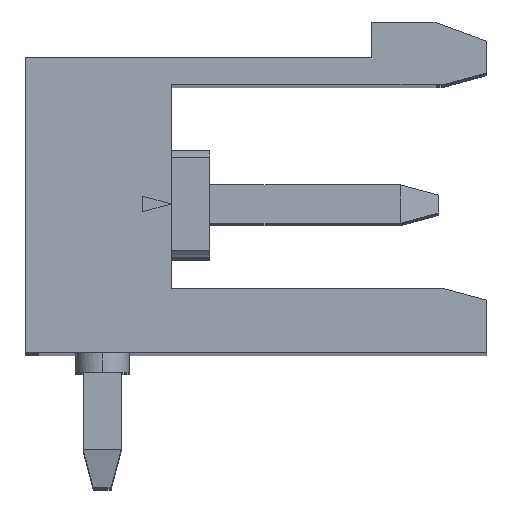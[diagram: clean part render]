
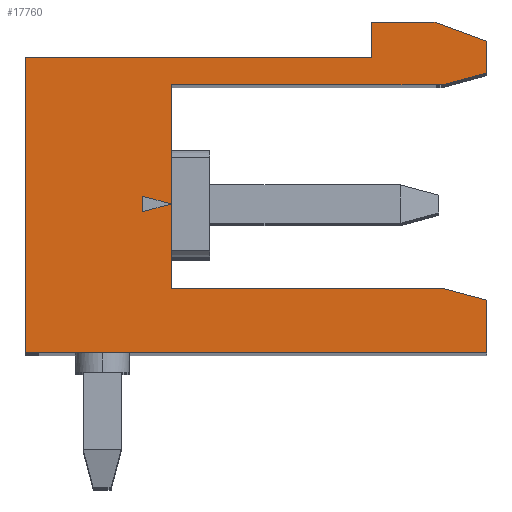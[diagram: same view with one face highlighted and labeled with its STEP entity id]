
A CAD part, top view. The second image highlights one B-rep face of the part: STEP entity #17760.
In plain terms, the highlighted planar face has unit normal (0, 0, 1).
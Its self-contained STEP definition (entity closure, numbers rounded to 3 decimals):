
#242 = CARTESIAN_POINT ( 'NONE',  ( 36.627, 45.443, 2.54 ) ) ;
#297 = ORIENTED_EDGE ( 'NONE', *, *, #3803, .T. ) ;
#542 = LINE ( 'NONE', #5673, #8584 ) ;
#938 = EDGE_CURVE ( 'NONE', #15467, #18938, #2097, .T. ) ;
#1084 = ORIENTED_EDGE ( 'NONE', *, *, #6020, .F. ) ;
#1185 = VECTOR ( 'NONE', #10065, 1000. ) ;
#1294 = CARTESIAN_POINT ( 'NONE',  ( 48.627, 45.873, 2.54 ) ) ;
#1319 = CARTESIAN_POINT ( 'NONE',  ( 47.507, 39.443, 2.54 ) ) ;
#1404 = LINE ( 'NONE', #3862, #8933 ) ;
#1521 = VECTOR ( 'NONE', #15181, 1000. ) ;
#1523 = DIRECTION ( 'NONE',  ( 0., 0., 1. ) ) ;
#1607 = EDGE_CURVE ( 'NONE', #12560, #7224, #1404, .T. ) ;
#1725 = EDGE_CURVE ( 'NONE', #2983, #5273, #19377, .T. ) ;
#1826 = LINE ( 'NONE', #9821, #9878 ) ;
#2008 = DIRECTION ( 'NONE',  ( -1., 0., 0. ) ) ;
#2097 = LINE ( 'NONE', #13981, #6101 ) ;
#2123 = VERTEX_POINT ( 'NONE', #2180 ) ;
#2130 = CARTESIAN_POINT ( 'NONE',  ( 47.468, 44.737, 2.54 ) ) ;
#2180 = CARTESIAN_POINT ( 'NONE',  ( 39.677, 41.442, 2.54 ) ) ;
#2292 = FACE_BOUND ( 'NONE', #4390, .T. ) ;
#2346 = DIRECTION ( 'NONE',  ( 0.966, -0.259, 0. ) ) ;
#2368 = VERTEX_POINT ( 'NONE', #8470 ) ;
#2650 = CARTESIAN_POINT ( 'NONE',  ( 47.94, 46.123, 2.54 ) ) ;
#2651 = VECTOR ( 'NONE', #17322, 1000. ) ;
#2693 = ORIENTED_EDGE ( 'NONE', *, *, #1725, .F. ) ;
#2888 = EDGE_CURVE ( 'NONE', #7224, #15213, #17145, .T. ) ;
#2890 = EDGE_CURVE ( 'NONE', #2123, #15438, #18537, .T. ) ;
#2983 = VERTEX_POINT ( 'NONE', #7870 ) ;
#3296 = ORIENTED_EDGE ( 'NONE', *, *, #7160, .T. ) ;
#3380 = VECTOR ( 'NONE', #11160, 1000. ) ;
#3429 = DIRECTION ( 'NONE',  ( 1., 0., 0. ) ) ;
#3445 = CARTESIAN_POINT ( 'NONE',  ( 47.464, 44.736, 2.54 ) ) ;
#3624 = ORIENTED_EDGE ( 'NONE', *, *, #9301, .T. ) ;
#3750 = VECTOR ( 'NONE', #13265, 1000. ) ;
#3803 = EDGE_CURVE ( 'NONE', #13105, #14848, #17308, .T. ) ;
#3862 = CARTESIAN_POINT ( 'NONE',  ( 48.627, 39.69, 2.54 ) ) ;
#3974 = ORIENTED_EDGE ( 'NONE', *, *, #11100, .F. ) ;
#4019 = ORIENTED_EDGE ( 'NONE', *, *, #12775, .F. ) ;
#4150 = DIRECTION ( 'NONE',  ( -0.966, -0.259, 0. ) ) ;
#4390 = EDGE_LOOP ( 'NONE', ( #3624, #3296, #5267 ) ) ;
#4448 = PLANE ( 'NONE',  #11152 ) ;
#4533 = VECTOR ( 'NONE', #2008, 1000. ) ;
#4599 = DIRECTION ( 'NONE',  ( 0., 1., 0. ) ) ;
#4630 = CARTESIAN_POINT ( 'NONE',  ( 39.677, 39.69, 2.54 ) ) ;
#4634 = EDGE_CURVE ( 'NONE', #16871, #15467, #1826, .T. ) ;
#4951 = CARTESIAN_POINT ( 'NONE',  ( 36.627, 44.573, 2.54 ) ) ;
#4996 = EDGE_CURVE ( 'NONE', #2368, #5273, #12005, .T. ) ;
#5033 = VECTOR ( 'NONE', #16770, 1000. ) ;
#5267 = ORIENTED_EDGE ( 'NONE', *, *, #2890, .T. ) ;
#5273 = VERTEX_POINT ( 'NONE', #1294 ) ;
#5511 = VERTEX_POINT ( 'NONE', #10826 ) ;
#5673 = CARTESIAN_POINT ( 'NONE',  ( 40.427, 41.643, 2.54 ) ) ;
#5682 = ORIENTED_EDGE ( 'NONE', *, *, #2888, .T. ) ;
#5948 = EDGE_CURVE ( 'NONE', #15213, #16871, #8568, .T. ) ;
#5971 = VERTEX_POINT ( 'NONE', #14154 ) ;
#6020 = EDGE_CURVE ( 'NONE', #2368, #18938, #6661, .T. ) ;
#6101 = VECTOR ( 'NONE', #3429, 1000. ) ;
#6400 = EDGE_CURVE ( 'NONE', #13105, #5511, #11172, .T. ) ;
#6470 = DIRECTION ( 'NONE',  ( 0., 1., 0. ) ) ;
#6661 = LINE ( 'NONE', #2130, #2651 ) ;
#6987 = VECTOR ( 'NONE', #13865, 1000. ) ;
#7127 = LINE ( 'NONE', #8361, #18734 ) ;
#7160 = EDGE_CURVE ( 'NONE', #5971, #2123, #542, .T. ) ;
#7224 = VERTEX_POINT ( 'NONE', #14945 ) ;
#7870 = CARTESIAN_POINT ( 'NONE',  ( 47.253, 46.373, 2.54 ) ) ;
#7957 = VECTOR ( 'NONE', #7996, 1000. ) ;
#7996 = DIRECTION ( 'NONE',  ( 0., 1., 0. ) ) ;
#8144 = DIRECTION ( 'NONE',  ( 0., 1., 0. ) ) ;
#8361 = CARTESIAN_POINT ( 'NONE',  ( 39.677, 41.844, 2.54 ) ) ;
#8470 = CARTESIAN_POINT ( 'NONE',  ( 48.627, 45.048, 2.54 ) ) ;
#8568 = LINE ( 'NONE', #12572, #4533 ) ;
#8584 = VECTOR ( 'NONE', #4150, 1000. ) ;
#8721 = VECTOR ( 'NONE', #6470, 1000. ) ;
#8933 = VECTOR ( 'NONE', #15970, 1000. ) ;
#9041 = ORIENTED_EDGE ( 'NONE', *, *, #5948, .T. ) ;
#9301 = EDGE_CURVE ( 'NONE', #15438, #5971, #7127, .T. ) ;
#9375 = CARTESIAN_POINT ( 'NONE',  ( 47.427, 46.373, 2.54 ) ) ;
#9618 = CARTESIAN_POINT ( 'NONE',  ( 38.127, 37.773, 2.54 ) ) ;
#9821 = CARTESIAN_POINT ( 'NONE',  ( 40.427, 39.69, 2.54 ) ) ;
#9878 = VECTOR ( 'NONE', #8144, 1000. ) ;
#10065 = DIRECTION ( 'NONE',  ( -1., 0., 0. ) ) ;
#10582 = CARTESIAN_POINT ( 'NONE',  ( 39.845, 39.69, 2.54 ) ) ;
#10826 = CARTESIAN_POINT ( 'NONE',  ( 45.627, 46.373, 2.54 ) ) ;
#10892 = CARTESIAN_POINT ( 'NONE',  ( 39.677, 41.844, 2.54 ) ) ;
#11100 = EDGE_CURVE ( 'NONE', #5511, #2983, #18587, .T. ) ;
#11152 = AXIS2_PLACEMENT_3D ( 'NONE', #10582, #1523, #12064 ) ;
#11160 = DIRECTION ( 'NONE',  ( -1., 0., 0. ) ) ;
#11172 = LINE ( 'NONE', #13701, #14698 ) ;
#11252 = ORIENTED_EDGE ( 'NONE', *, *, #1607, .T. ) ;
#11663 = EDGE_CURVE ( 'NONE', #12560, #16582, #15459, .T. ) ;
#11726 = CARTESIAN_POINT ( 'NONE',  ( 45.627, 45.443, 2.54 ) ) ;
#12005 = LINE ( 'NONE', #14027, #7957 ) ;
#12064 = DIRECTION ( 'NONE',  ( 1., 0., 0. ) ) ;
#12560 = VERTEX_POINT ( 'NONE', #16568 ) ;
#12572 = CARTESIAN_POINT ( 'NONE',  ( 39.845, 39.443, 2.54 ) ) ;
#12762 = LINE ( 'NONE', #4951, #8721 ) ;
#12775 = EDGE_CURVE ( 'NONE', #16582, #14848, #12762, .T. ) ;
#13055 = EDGE_LOOP ( 'NONE', ( #9041, #13948, #18290, #1084, #16883, #2693, #3974, #15975, #297, #4019, #18709, #11252, #5682 ) ) ;
#13105 = VERTEX_POINT ( 'NONE', #11726 ) ;
#13265 = DIRECTION ( 'NONE',  ( 0.94, -0.342, 0. ) ) ;
#13430 = FACE_OUTER_BOUND ( 'NONE', #13055, .T. ) ;
#13701 = CARTESIAN_POINT ( 'NONE',  ( 45.627, 46.373, 2.54 ) ) ;
#13720 = CARTESIAN_POINT ( 'NONE',  ( 48.627, 39.143, 2.54 ) ) ;
#13865 = DIRECTION ( 'NONE',  ( 1., 0., 0. ) ) ;
#13933 = CARTESIAN_POINT ( 'NONE',  ( 40.427, 39.443, 2.54 ) ) ;
#13948 = ORIENTED_EDGE ( 'NONE', *, *, #4634, .T. ) ;
#13981 = CARTESIAN_POINT ( 'NONE',  ( 39.845, 44.736, 2.54 ) ) ;
#14027 = CARTESIAN_POINT ( 'NONE',  ( 48.627, 39.69, 2.54 ) ) ;
#14154 = CARTESIAN_POINT ( 'NONE',  ( 40.427, 41.643, 2.54 ) ) ;
#14698 = VECTOR ( 'NONE', #4599, 1000. ) ;
#14848 = VERTEX_POINT ( 'NONE', #242 ) ;
#14945 = CARTESIAN_POINT ( 'NONE',  ( 48.627, 39.143, 2.54 ) ) ;
#15181 = DIRECTION ( 'NONE',  ( -0.966, 0.259, 0. ) ) ;
#15213 = VERTEX_POINT ( 'NONE', #1319 ) ;
#15438 = VERTEX_POINT ( 'NONE', #10892 ) ;
#15459 = LINE ( 'NONE', #9618, #3380 ) ;
#15467 = VERTEX_POINT ( 'NONE', #18474 ) ;
#15970 = DIRECTION ( 'NONE',  ( 0., 1., 0. ) ) ;
#15975 = ORIENTED_EDGE ( 'NONE', *, *, #6400, .F. ) ;
#16353 = CARTESIAN_POINT ( 'NONE',  ( 36.627, 37.773, 2.54 ) ) ;
#16568 = CARTESIAN_POINT ( 'NONE',  ( 48.627, 37.773, 2.54 ) ) ;
#16582 = VERTEX_POINT ( 'NONE', #16353 ) ;
#16770 = DIRECTION ( 'NONE',  ( 0., 1., 0. ) ) ;
#16871 = VERTEX_POINT ( 'NONE', #13933 ) ;
#16883 = ORIENTED_EDGE ( 'NONE', *, *, #4996, .T. ) ;
#17145 = LINE ( 'NONE', #13720, #1521 ) ;
#17308 = LINE ( 'NONE', #19071, #1185 ) ;
#17322 = DIRECTION ( 'NONE',  ( -0.966, -0.259, 0. ) ) ;
#17760 = ADVANCED_FACE ( 'NONE', ( #13430, #2292 ), #4448, .T. ) ;
#18290 = ORIENTED_EDGE ( 'NONE', *, *, #938, .T. ) ;
#18474 = CARTESIAN_POINT ( 'NONE',  ( 40.427, 44.736, 2.54 ) ) ;
#18537 = LINE ( 'NONE', #4630, #5033 ) ;
#18587 = LINE ( 'NONE', #9375, #6987 ) ;
#18709 = ORIENTED_EDGE ( 'NONE', *, *, #11663, .F. ) ;
#18734 = VECTOR ( 'NONE', #2346, 1000. ) ;
#18938 = VERTEX_POINT ( 'NONE', #3445 ) ;
#19071 = CARTESIAN_POINT ( 'NONE',  ( 39.845, 45.443, 2.54 ) ) ;
#19377 = LINE ( 'NONE', #2650, #3750 ) ;
